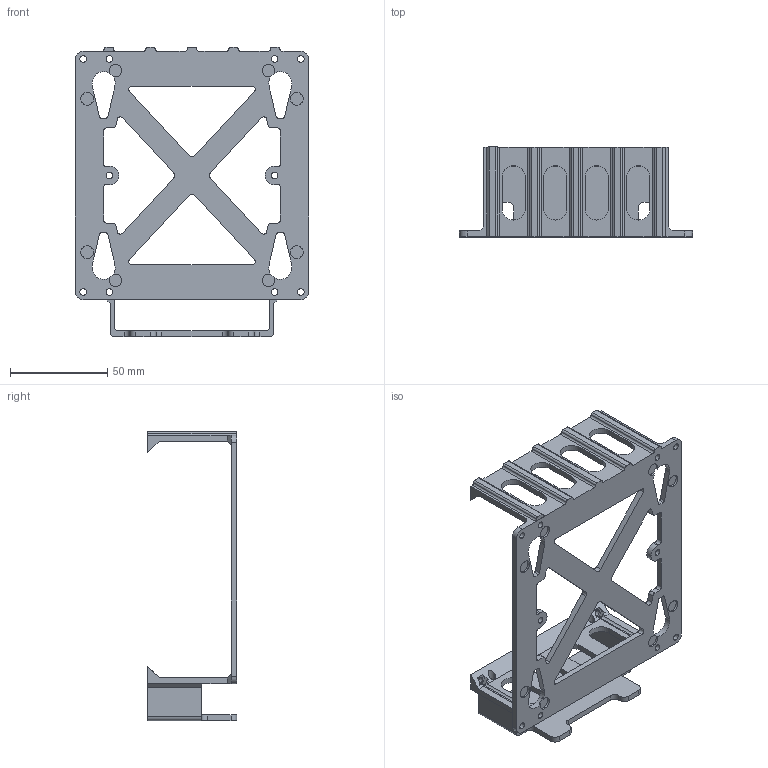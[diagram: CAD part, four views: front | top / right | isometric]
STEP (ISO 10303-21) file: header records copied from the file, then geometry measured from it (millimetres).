
FILE_DESCRIPTION (( 'STEP AP214' ), '1' );
FILE_NAME ('nuc-board.STEP', '2024-04-29T06:03:53', ( '' ), ( '' ), 'SwSTEP 2.0', 'SolidWorks 2022', '' );
FILE_SCHEMA (( 'AUTOMOTIVE_DESIGN' ));
Length unit declared in the file: millimetre
Products named in the file (1): nuc-board
Bounding box: 120 x 46.18 x 149 mm (x, y, z)
Volume: 61772.3 mm3; surface area: 48330.8 mm2
Topology: 1 solids, 1 shells, 315 faces, 941 edges, 624 vertices
Faces by surface type: plane 158, cylinder 157
Entity records: 10867 total; most frequent: CARTESIAN_POINT 1965, ORIENTED_EDGE 1882, DIRECTION 1873, EDGE_CURVE 941, AXIS2_PLACEMENT_3D 640, VERTEX_POINT 624, VECTOR 593, LINE 593
